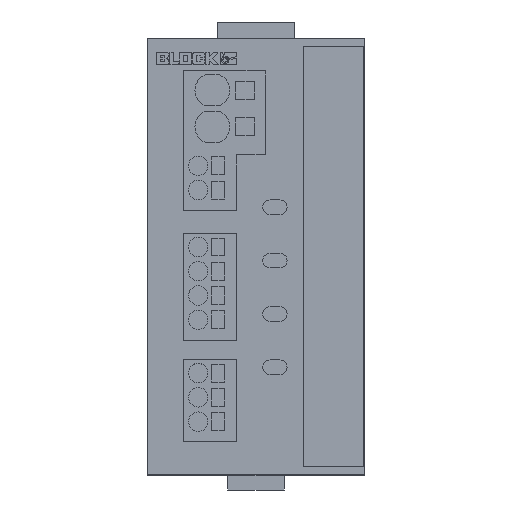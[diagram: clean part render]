
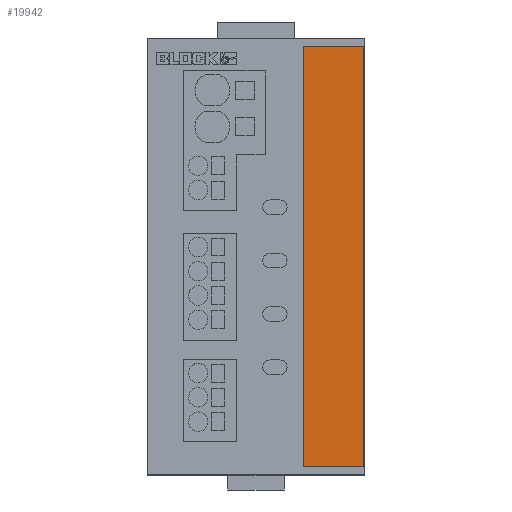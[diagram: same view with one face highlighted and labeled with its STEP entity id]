
A CAD part, top view. The second image highlights one B-rep face of the part: STEP entity #19942.
In plain terms, the highlighted planar face has unit normal (0, 0, 1).
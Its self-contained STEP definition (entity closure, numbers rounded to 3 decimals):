
#219 = LINE ( 'NONE', #29854, #17495 ) ;
#1391 = DIRECTION ( 'NONE',  ( 0., 1., 0. ) ) ;
#3005 = CARTESIAN_POINT ( 'NONE',  ( 0., 0., 0.64 ) ) ;
#3233 = LINE ( 'NONE', #23760, #15032 ) ;
#6229 = EDGE_LOOP ( 'NONE', ( #13906, #11010, #12156, #15071 ) ) ;
#7853 = DIRECTION ( 'NONE',  ( 1., 0., 0. ) ) ;
#8375 = CARTESIAN_POINT ( 'NONE',  ( 22.2, -43.378, 0.64 ) ) ;
#9793 = EDGE_CURVE ( 'NONE', #25960, #16879, #29778, .T. ) ;
#10091 = DIRECTION ( 'NONE',  ( 0., 0., 1. ) ) ;
#10227 = CARTESIAN_POINT ( 'NONE',  ( 22.2, -43.378, 0.64 ) ) ;
#10828 = CARTESIAN_POINT ( 'NONE',  ( 22.2, 43.378, 0.64 ) ) ;
#11010 = ORIENTED_EDGE ( 'NONE', *, *, #14194, .T. ) ;
#11613 = CARTESIAN_POINT ( 'NONE',  ( 9.7, 43.378, 0.64 ) ) ;
#12108 = LINE ( 'NONE', #10227, #29028 ) ;
#12156 = ORIENTED_EDGE ( 'NONE', *, *, #19479, .T. ) ;
#13906 = ORIENTED_EDGE ( 'NONE', *, *, #15508, .T. ) ;
#14194 = EDGE_CURVE ( 'NONE', #25194, #25826, #3233, .T. ) ;
#15032 = VECTOR ( 'NONE', #19640, 1000. ) ;
#15071 = ORIENTED_EDGE ( 'NONE', *, *, #9793, .T. ) ;
#15508 = EDGE_CURVE ( 'NONE', #16879, #25194, #219, .T. ) ;
#16879 = VERTEX_POINT ( 'NONE', #10828 ) ;
#17495 = VECTOR ( 'NONE', #21941, 1000. ) ;
#18070 = AXIS2_PLACEMENT_3D ( 'NONE', #3005, #10091, #23977 ) ;
#19345 = PLANE ( 'NONE',  #18070 ) ;
#19479 = EDGE_CURVE ( 'NONE', #25826, #25960, #12108, .T. ) ;
#19640 = DIRECTION ( 'NONE',  ( 0., -1., 0. ) ) ;
#19803 = FACE_OUTER_BOUND ( 'NONE', #6229, .T. ) ;
#19942 = ADVANCED_FACE ( 'NONE', ( #19803 ), #19345, .T. ) ;
#21941 = DIRECTION ( 'NONE',  ( -1., 0., 0. ) ) ;
#23760 = CARTESIAN_POINT ( 'NONE',  ( 9.7, -43.378, 0.64 ) ) ;
#23977 = DIRECTION ( 'NONE',  ( 1., 0., 0. ) ) ;
#25194 = VERTEX_POINT ( 'NONE', #11613 ) ;
#25826 = VERTEX_POINT ( 'NONE', #28435 ) ;
#25960 = VERTEX_POINT ( 'NONE', #26678 ) ;
#26678 = CARTESIAN_POINT ( 'NONE',  ( 22.2, -43.378, 0.64 ) ) ;
#28288 = VECTOR ( 'NONE', #1391, 1000. ) ;
#28435 = CARTESIAN_POINT ( 'NONE',  ( 9.7, -43.378, 0.64 ) ) ;
#29028 = VECTOR ( 'NONE', #7853, 1000. ) ;
#29778 = LINE ( 'NONE', #8375, #28288 ) ;
#29854 = CARTESIAN_POINT ( 'NONE',  ( 9.7, 43.378, 0.64 ) ) ;
